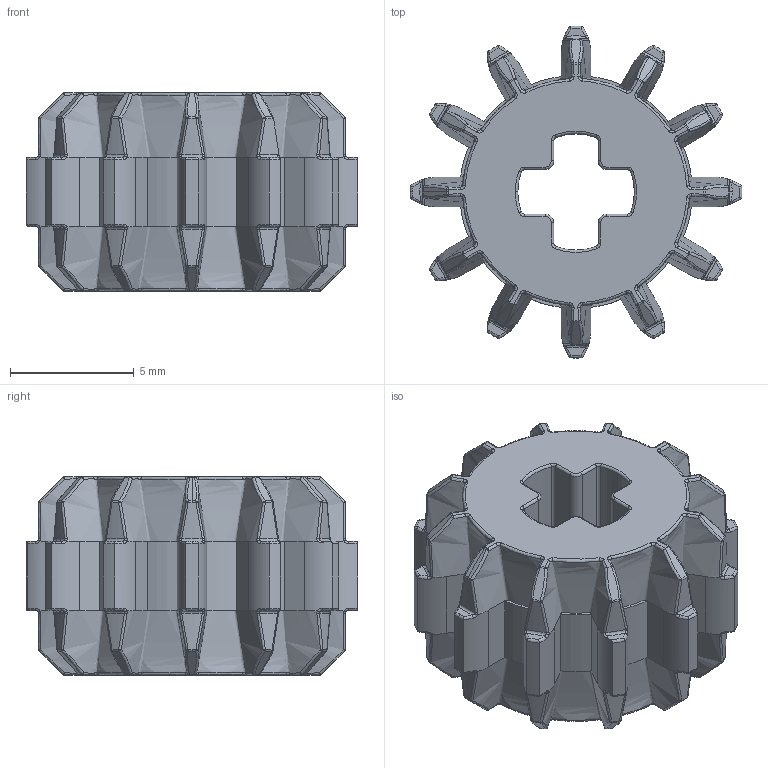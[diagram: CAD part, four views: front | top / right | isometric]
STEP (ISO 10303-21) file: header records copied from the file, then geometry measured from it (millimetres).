
FILE_DESCRIPTION (( 'STEP AP214' ), '1' );
FILE_NAME ('32270 Medium Stone Grey Technic Gear 12 Tooth Double Bevel.STEP', '2016-10-21T18:49:08', ( '' ), ( '' ), 'SwSTEP 2.0', 'SolidWorks 2014', '' );
FILE_SCHEMA (( 'AUTOMOTIVE_DESIGN' ));
Length unit declared in the file: millimetre
Products named in the file (1): 32270 Medium Stone Grey Technic Gear 12 Tooth Double Bevel
Bounding box: 13.4 x 13.4 x 8 mm (x, y, z)
Volume: 573.5 mm3; surface area: 773.1 mm2
Topology: 1 solids, 1 shells, 855 faces, 2315 edges, 1462 vertices
Faces by surface type: bspline 333, torus 186, sphere 119, cylinder 109, plane 82, cone 26
Entity records: 38881 total; most frequent: CARTESIAN_POINT 19525, ORIENTED_EDGE 4630, DIRECTION 3584, EDGE_CURVE 2315, AXIS2_PLACEMENT_3D 1688, VERTEX_POINT 1462, CIRCLE 1165, B_SPLINE_CURVE_WITH_KNOTS 942
